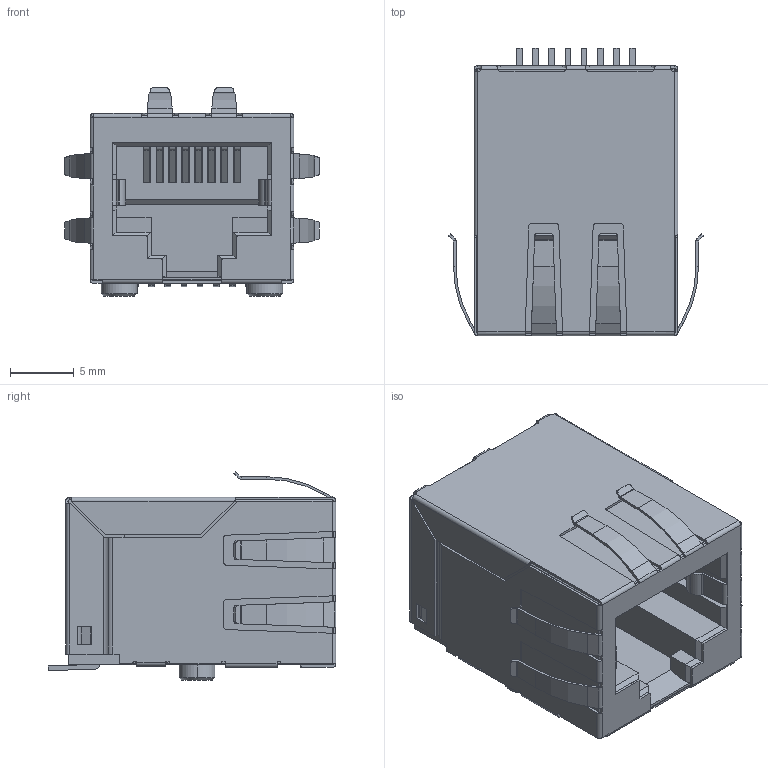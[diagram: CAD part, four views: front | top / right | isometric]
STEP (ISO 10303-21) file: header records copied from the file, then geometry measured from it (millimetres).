
FILE_DESCRIPTION(('STEP AP214'),'1');
FILE_NAME('71070891.stp','2018-08-03T11:38:27',('TraceParts'),('TraceParts S.A.'),'Spatial InterOp 3D',' ',' ');
FILE_SCHEMA(('automotive_design'));
Length unit declared in the file: millimetre
Products named in the file (2): 71070891_1; 71070891_2
Bounding box: 20 x 22.59 x 16.35 mm (x, y, z)
Volume: 3309.6 mm3; surface area: 4938.2 mm2
Topology: 2 solids, 2 shells, 740 faces, 1925 edges, 1186 vertices
Faces by surface type: plane 447, cylinder 241, bspline 44, cone 4, sphere 4
Entity records: 28801 total; most frequent: CARTESIAN_POINT 4812, ORIENTED_EDGE 3842, DIRECTION 3623, EDGE_CURVE 1921, LINE 1415, VECTOR 1415, VERTEX_POINT 1186, AXIS2_PLACEMENT_3D 1104
